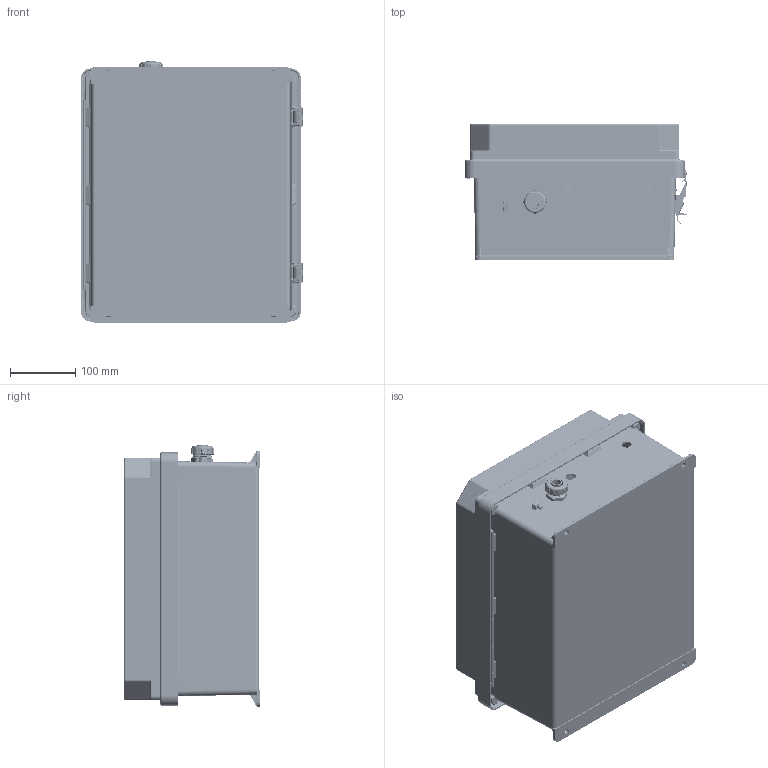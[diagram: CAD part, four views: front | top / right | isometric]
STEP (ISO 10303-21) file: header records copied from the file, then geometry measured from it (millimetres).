
FILE_DESCRIPTION (( 'STEP AP214' ), '1' );
FILE_NAME ('NBB141207-100.STEP', '2018-02-12T19:47:54', ( '' ), ( '' ), 'SwSTEP 2.0', 'SolidWorks 2017', '' );
FILE_SCHEMA (( 'AUTOMOTIVE_DESIGN' ));
Length unit declared in the file: inch
Products named in the file (22): XC-0003; NB141207-DoorClasp-2; NB141207-DoorClasp-1; NBB141207-Lid-2; NB141207-Hinge; NEMA GroundWire-2; NBB141207-Box; XMH-0007; XF797-02; NBB141207-100; XFS-0017; 10-32 NEMA PLATE SCREW; XMH-0010; XFN-0013; XCTB-0002; XCT-0011; XCT-0010; XF451-01; XFW-0002; XFN-0003; XCT-0005; XFS-0026
Assembly tree (37 placements, depth 2):
  NBB141207-100
    NBB141207-Box
    NB141207-Hinge  x2
    NBB141207-Lid-2
    NB141207-DoorClasp-1  x2
    NB141207-DoorClasp-2  x2
    XC-0003
    XFS-0026
    XCT-0005
    XFN-0003  x2
    XFW-0002
    XF451-01
    XCT-0010
    XCT-0011
    XCTB-0002
    XFN-0013  x2
    XMH-0010  x2
    10-32 NEMA PLATE SCREW  x4
    XFS-0017  x5
    XF797-02
    XMH-0007  x4
    NEMA GroundWire-2
Bounding box: 341.91 x 208.71 x 402.37 mm (x, y, z)
Volume: 2300726.7 mm3; surface area: 1392105.3 mm2
Topology: 43 solids, 44 shells, 3628 faces, 9155 edges, 5663 vertices
Faces by surface type: plane 1500, cylinder 1109, cone 565, torus 247, bspline 183, sphere 24
Full cylindrical faces by diameter (mm): 2.705 x40, 3.15 x4, 3.175 x20, 3.302 x4, 3.429 x2, 3.556 x9, 3.607 x1, 3.683 x2, 3.886 x8, 3.934 x1, 3.962 x2, 4.064 x4, 4.177 x4, 4.47 x2, 4.572 x10, 5.004 x1, 5.182 x1, 5.3 x2, 5.639 x1, 6.35 x4, 6.5 x4, 6.655 x5, 6.667 x3, 7.163 x3, 7.62 x3, 8 x4, 8.915 x8, 8.928 x4, 9.22 x1, 9.296 x4
Entity records: 91562 total; most frequent: CARTESIAN_POINT 21478, DIRECTION 11866, ORIENTED_EDGE 11782, EDGE_CURVE 5891, AXIS2_PLACEMENT_3D 4423, VERTEX_POINT 3909, EDGE_LOOP 3228, LINE 3020
